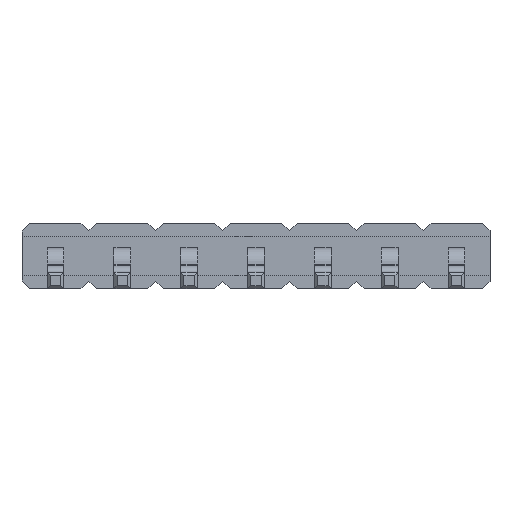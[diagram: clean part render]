
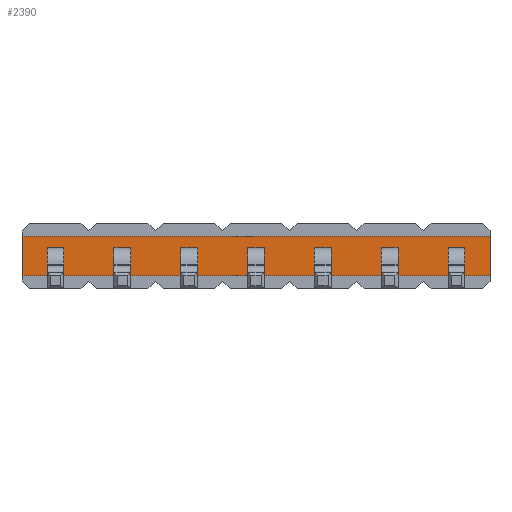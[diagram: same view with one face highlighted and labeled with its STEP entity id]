
A CAD part, front view. The second image highlights one B-rep face of the part: STEP entity #2390.
In plain terms, the highlighted face is planar.
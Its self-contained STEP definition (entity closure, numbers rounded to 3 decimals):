
#387=ORIENTED_EDGE('',*,*,#969,.T.);
#388=ORIENTED_EDGE('',*,*,#970,.T.);
#389=ORIENTED_EDGE('',*,*,#971,.T.);
#390=ORIENTED_EDGE('',*,*,#972,.T.);
#391=ORIENTED_EDGE('',*,*,#973,.T.);
#392=ORIENTED_EDGE('',*,*,#974,.T.);
#393=ORIENTED_EDGE('',*,*,#975,.T.);
#394=ORIENTED_EDGE('',*,*,#976,.T.);
#395=ORIENTED_EDGE('',*,*,#977,.T.);
#396=ORIENTED_EDGE('',*,*,#978,.T.);
#397=ORIENTED_EDGE('',*,*,#979,.T.);
#398=ORIENTED_EDGE('',*,*,#980,.T.);
#399=ORIENTED_EDGE('',*,*,#981,.T.);
#400=ORIENTED_EDGE('',*,*,#982,.T.);
#401=ORIENTED_EDGE('',*,*,#983,.T.);
#402=ORIENTED_EDGE('',*,*,#984,.T.);
#403=ORIENTED_EDGE('',*,*,#985,.T.);
#404=ORIENTED_EDGE('',*,*,#986,.T.);
#405=ORIENTED_EDGE('',*,*,#987,.T.);
#406=ORIENTED_EDGE('',*,*,#988,.T.);
#407=ORIENTED_EDGE('',*,*,#989,.T.);
#408=ORIENTED_EDGE('',*,*,#990,.T.);
#409=ORIENTED_EDGE('',*,*,#991,.T.);
#410=ORIENTED_EDGE('',*,*,#992,.T.);
#411=ORIENTED_EDGE('',*,*,#993,.T.);
#412=ORIENTED_EDGE('',*,*,#994,.T.);
#413=ORIENTED_EDGE('',*,*,#995,.T.);
#414=ORIENTED_EDGE('',*,*,#996,.T.);
#415=ORIENTED_EDGE('',*,*,#941,.T.);
#416=ORIENTED_EDGE('',*,*,#997,.F.);
#417=ORIENTED_EDGE('',*,*,#952,.F.);
#418=ORIENTED_EDGE('',*,*,#998,.T.);
#941=EDGE_CURVE('',#1234,#1233,#1487,.T.);
#952=EDGE_CURVE('',#1241,#1242,#1498,.T.);
#969=EDGE_CURVE('',#1249,#1250,#1515,.T.);
#970=EDGE_CURVE('',#1250,#1251,#1516,.T.);
#971=EDGE_CURVE('',#1251,#1252,#1517,.T.);
#972=EDGE_CURVE('',#1252,#1249,#1518,.T.);
#973=EDGE_CURVE('',#1253,#1254,#1519,.T.);
#974=EDGE_CURVE('',#1254,#1255,#1520,.T.);
#975=EDGE_CURVE('',#1255,#1256,#1521,.T.);
#976=EDGE_CURVE('',#1256,#1253,#1522,.T.);
#977=EDGE_CURVE('',#1257,#1258,#1523,.T.);
#978=EDGE_CURVE('',#1258,#1259,#1524,.T.);
#979=EDGE_CURVE('',#1259,#1260,#1525,.T.);
#980=EDGE_CURVE('',#1260,#1257,#1526,.T.);
#981=EDGE_CURVE('',#1261,#1262,#1527,.T.);
#982=EDGE_CURVE('',#1262,#1263,#1528,.T.);
#983=EDGE_CURVE('',#1263,#1264,#1529,.T.);
#984=EDGE_CURVE('',#1264,#1261,#1530,.T.);
#985=EDGE_CURVE('',#1265,#1266,#1531,.T.);
#986=EDGE_CURVE('',#1266,#1267,#1532,.T.);
#987=EDGE_CURVE('',#1267,#1268,#1533,.T.);
#988=EDGE_CURVE('',#1268,#1265,#1534,.T.);
#989=EDGE_CURVE('',#1269,#1270,#1535,.T.);
#990=EDGE_CURVE('',#1270,#1271,#1536,.T.);
#991=EDGE_CURVE('',#1271,#1272,#1537,.T.);
#992=EDGE_CURVE('',#1272,#1269,#1538,.T.);
#993=EDGE_CURVE('',#1273,#1274,#1539,.T.);
#994=EDGE_CURVE('',#1274,#1275,#1540,.T.);
#995=EDGE_CURVE('',#1275,#1276,#1541,.T.);
#996=EDGE_CURVE('',#1276,#1273,#1542,.T.);
#997=EDGE_CURVE('',#1242,#1233,#1543,.T.);
#998=EDGE_CURVE('',#1241,#1234,#1544,.T.);
#1233=VERTEX_POINT('',#3663);
#1234=VERTEX_POINT('',#3665);
#1241=VERTEX_POINT('',#3684);
#1242=VERTEX_POINT('',#3686);
#1249=VERTEX_POINT('',#3712);
#1250=VERTEX_POINT('',#3713);
#1251=VERTEX_POINT('',#3715);
#1252=VERTEX_POINT('',#3717);
#1253=VERTEX_POINT('',#3720);
#1254=VERTEX_POINT('',#3721);
#1255=VERTEX_POINT('',#3723);
#1256=VERTEX_POINT('',#3725);
#1257=VERTEX_POINT('',#3728);
#1258=VERTEX_POINT('',#3729);
#1259=VERTEX_POINT('',#3731);
#1260=VERTEX_POINT('',#3733);
#1261=VERTEX_POINT('',#3736);
#1262=VERTEX_POINT('',#3737);
#1263=VERTEX_POINT('',#3739);
#1264=VERTEX_POINT('',#3741);
#1265=VERTEX_POINT('',#3744);
#1266=VERTEX_POINT('',#3745);
#1267=VERTEX_POINT('',#3747);
#1268=VERTEX_POINT('',#3749);
#1269=VERTEX_POINT('',#3752);
#1270=VERTEX_POINT('',#3753);
#1271=VERTEX_POINT('',#3755);
#1272=VERTEX_POINT('',#3757);
#1273=VERTEX_POINT('',#3760);
#1274=VERTEX_POINT('',#3761);
#1275=VERTEX_POINT('',#3763);
#1276=VERTEX_POINT('',#3765);
#1487=LINE('',#3664,#1813);
#1498=LINE('',#3685,#1824);
#1515=LINE('',#3711,#1841);
#1516=LINE('',#3714,#1842);
#1517=LINE('',#3716,#1843);
#1518=LINE('',#3718,#1844);
#1519=LINE('',#3719,#1845);
#1520=LINE('',#3722,#1846);
#1521=LINE('',#3724,#1847);
#1522=LINE('',#3726,#1848);
#1523=LINE('',#3727,#1849);
#1524=LINE('',#3730,#1850);
#1525=LINE('',#3732,#1851);
#1526=LINE('',#3734,#1852);
#1527=LINE('',#3735,#1853);
#1528=LINE('',#3738,#1854);
#1529=LINE('',#3740,#1855);
#1530=LINE('',#3742,#1856);
#1531=LINE('',#3743,#1857);
#1532=LINE('',#3746,#1858);
#1533=LINE('',#3748,#1859);
#1534=LINE('',#3750,#1860);
#1535=LINE('',#3751,#1861);
#1536=LINE('',#3754,#1862);
#1537=LINE('',#3756,#1863);
#1538=LINE('',#3758,#1864);
#1539=LINE('',#3759,#1865);
#1540=LINE('',#3762,#1866);
#1541=LINE('',#3764,#1867);
#1542=LINE('',#3766,#1868);
#1543=LINE('',#3767,#1869);
#1544=LINE('',#3768,#1870);
#1813=VECTOR('',#2945,1000.);
#1824=VECTOR('',#2960,1000.);
#1841=VECTOR('',#2981,1000.);
#1842=VECTOR('',#2982,1000.);
#1843=VECTOR('',#2983,1000.);
#1844=VECTOR('',#2984,1000.);
#1845=VECTOR('',#2985,1000.);
#1846=VECTOR('',#2986,1000.);
#1847=VECTOR('',#2987,1000.);
#1848=VECTOR('',#2988,1000.);
#1849=VECTOR('',#2989,1000.);
#1850=VECTOR('',#2990,1000.);
#1851=VECTOR('',#2991,1000.);
#1852=VECTOR('',#2992,1000.);
#1853=VECTOR('',#2993,1000.);
#1854=VECTOR('',#2994,1000.);
#1855=VECTOR('',#2995,1000.);
#1856=VECTOR('',#2996,1000.);
#1857=VECTOR('',#2997,1000.);
#1858=VECTOR('',#2998,1000.);
#1859=VECTOR('',#2999,1000.);
#1860=VECTOR('',#3000,1000.);
#1861=VECTOR('',#3001,1000.);
#1862=VECTOR('',#3002,1000.);
#1863=VECTOR('',#3003,1000.);
#1864=VECTOR('',#3004,1000.);
#1865=VECTOR('',#3005,1000.);
#1866=VECTOR('',#3006,1000.);
#1867=VECTOR('',#3007,1000.);
#1868=VECTOR('',#3008,1000.);
#1869=VECTOR('',#3009,1000.);
#1870=VECTOR('',#3010,1000.);
#1995=EDGE_LOOP('',(#387,#388,#389,#390));
#1996=EDGE_LOOP('',(#391,#392,#393,#394));
#1997=EDGE_LOOP('',(#395,#396,#397,#398));
#1998=EDGE_LOOP('',(#399,#400,#401,#402));
#1999=EDGE_LOOP('',(#403,#404,#405,#406));
#2000=EDGE_LOOP('',(#407,#408,#409,#410));
#2001=EDGE_LOOP('',(#411,#412,#413,#414));
#2002=EDGE_LOOP('',(#415,#416,#417,#418));
#2139=FACE_BOUND('',#1995,.T.);
#2140=FACE_BOUND('',#1996,.T.);
#2141=FACE_BOUND('',#1997,.T.);
#2142=FACE_BOUND('',#1998,.T.);
#2143=FACE_BOUND('',#1999,.T.);
#2144=FACE_BOUND('',#2000,.T.);
#2145=FACE_BOUND('',#2001,.T.);
#2146=FACE_BOUND('',#2002,.T.);
#2266=PLANE('',#2555);
#2390=ADVANCED_FACE('',(#2139,#2140,#2141,#2142,#2143,#2144,#2145,#2146),
#2266,.F.);
#2555=AXIS2_PLACEMENT_3D('',#3710,#2979,#2980);
#2945=DIRECTION('',(0.,1.,0.));
#2960=DIRECTION('',(0.,1.,0.));
#2979=DIRECTION('',(0.,0.,1.));
#2980=DIRECTION('',(1.,0.,0.));
#2981=DIRECTION('',(-1.,0.,0.));
#2982=DIRECTION('',(0.,-1.,0.));
#2983=DIRECTION('',(1.,0.,0.));
#2984=DIRECTION('',(0.,1.,0.));
#2985=DIRECTION('',(-1.,0.,0.));
#2986=DIRECTION('',(0.,-1.,0.));
#2987=DIRECTION('',(1.,0.,0.));
#2988=DIRECTION('',(0.,1.,0.));
#2989=DIRECTION('',(-1.,0.,0.));
#2990=DIRECTION('',(0.,-1.,0.));
#2991=DIRECTION('',(1.,0.,0.));
#2992=DIRECTION('',(0.,1.,0.));
#2993=DIRECTION('',(-1.,0.,0.));
#2994=DIRECTION('',(0.,-1.,0.));
#2995=DIRECTION('',(1.,0.,0.));
#2996=DIRECTION('',(0.,1.,0.));
#2997=DIRECTION('',(-1.,0.,0.));
#2998=DIRECTION('',(0.,-1.,0.));
#2999=DIRECTION('',(1.,0.,0.));
#3000=DIRECTION('',(0.,1.,0.));
#3001=DIRECTION('',(-1.,0.,0.));
#3002=DIRECTION('',(0.,-1.,0.));
#3003=DIRECTION('',(1.,0.,0.));
#3004=DIRECTION('',(0.,1.,0.));
#3005=DIRECTION('',(-1.,0.,0.));
#3006=DIRECTION('',(0.,-1.,0.));
#3007=DIRECTION('',(1.,0.,0.));
#3008=DIRECTION('',(0.,1.,0.));
#3009=DIRECTION('',(-1.,0.,0.));
#3010=DIRECTION('',(-1.,0.,0.));
#3663=CARTESIAN_POINT('',(0.,2.,-2.04));
#3664=CARTESIAN_POINT('',(0.,0.5,-2.04));
#3665=CARTESIAN_POINT('',(0.,0.5,-2.04));
#3684=CARTESIAN_POINT('',(17.78,0.5,-2.04));
#3685=CARTESIAN_POINT('',(17.78,0.5,-2.04));
#3686=CARTESIAN_POINT('',(17.78,2.,-2.04));
#3710=CARTESIAN_POINT('',(17.78,0.5,-2.04));
#3711=CARTESIAN_POINT('',(17.78,1.57,-2.04));
#3712=CARTESIAN_POINT('',(4.13,1.57,-2.04));
#3713=CARTESIAN_POINT('',(3.49,1.57,-2.04));
#3714=CARTESIAN_POINT('',(3.49,0.5,-2.04));
#3715=CARTESIAN_POINT('',(3.49,0.93,-2.04));
#3716=CARTESIAN_POINT('',(17.78,0.93,-2.04));
#3717=CARTESIAN_POINT('',(4.13,0.93,-2.04));
#3718=CARTESIAN_POINT('',(4.13,0.5,-2.04));
#3719=CARTESIAN_POINT('',(17.78,1.57,-2.04));
#3720=CARTESIAN_POINT('',(6.67,1.57,-2.04));
#3721=CARTESIAN_POINT('',(6.03,1.57,-2.04));
#3722=CARTESIAN_POINT('',(6.03,0.5,-2.04));
#3723=CARTESIAN_POINT('',(6.03,0.93,-2.04));
#3724=CARTESIAN_POINT('',(17.78,0.93,-2.04));
#3725=CARTESIAN_POINT('',(6.67,0.93,-2.04));
#3726=CARTESIAN_POINT('',(6.67,0.5,-2.04));
#3727=CARTESIAN_POINT('',(17.78,1.57,-2.04));
#3728=CARTESIAN_POINT('',(9.21,1.57,-2.04));
#3729=CARTESIAN_POINT('',(8.57,1.57,-2.04));
#3730=CARTESIAN_POINT('',(8.57,0.5,-2.04));
#3731=CARTESIAN_POINT('',(8.57,0.93,-2.04));
#3732=CARTESIAN_POINT('',(17.78,0.93,-2.04));
#3733=CARTESIAN_POINT('',(9.21,0.93,-2.04));
#3734=CARTESIAN_POINT('',(9.21,0.5,-2.04));
#3735=CARTESIAN_POINT('',(17.78,1.57,-2.04));
#3736=CARTESIAN_POINT('',(11.75,1.57,-2.04));
#3737=CARTESIAN_POINT('',(11.11,1.57,-2.04));
#3738=CARTESIAN_POINT('',(11.11,0.5,-2.04));
#3739=CARTESIAN_POINT('',(11.11,0.93,-2.04));
#3740=CARTESIAN_POINT('',(17.78,0.93,-2.04));
#3741=CARTESIAN_POINT('',(11.75,0.93,-2.04));
#3742=CARTESIAN_POINT('',(11.75,0.5,-2.04));
#3743=CARTESIAN_POINT('',(17.78,1.57,-2.04));
#3744=CARTESIAN_POINT('',(14.29,1.57,-2.04));
#3745=CARTESIAN_POINT('',(13.65,1.57,-2.04));
#3746=CARTESIAN_POINT('',(13.65,0.5,-2.04));
#3747=CARTESIAN_POINT('',(13.65,0.93,-2.04));
#3748=CARTESIAN_POINT('',(17.78,0.93,-2.04));
#3749=CARTESIAN_POINT('',(14.29,0.93,-2.04));
#3750=CARTESIAN_POINT('',(14.29,0.5,-2.04));
#3751=CARTESIAN_POINT('',(17.78,1.57,-2.04));
#3752=CARTESIAN_POINT('',(16.83,1.57,-2.04));
#3753=CARTESIAN_POINT('',(16.19,1.57,-2.04));
#3754=CARTESIAN_POINT('',(16.19,0.5,-2.04));
#3755=CARTESIAN_POINT('',(16.19,0.93,-2.04));
#3756=CARTESIAN_POINT('',(17.78,0.93,-2.04));
#3757=CARTESIAN_POINT('',(16.83,0.93,-2.04));
#3758=CARTESIAN_POINT('',(16.83,0.5,-2.04));
#3759=CARTESIAN_POINT('',(17.78,1.57,-2.04));
#3760=CARTESIAN_POINT('',(1.59,1.57,-2.04));
#3761=CARTESIAN_POINT('',(0.95,1.57,-2.04));
#3762=CARTESIAN_POINT('',(0.95,0.5,-2.04));
#3763=CARTESIAN_POINT('',(0.95,0.93,-2.04));
#3764=CARTESIAN_POINT('',(17.78,0.93,-2.04));
#3765=CARTESIAN_POINT('',(1.59,0.93,-2.04));
#3766=CARTESIAN_POINT('',(1.59,0.5,-2.04));
#3767=CARTESIAN_POINT('',(17.78,2.,-2.04));
#3768=CARTESIAN_POINT('',(17.78,0.5,-2.04));
